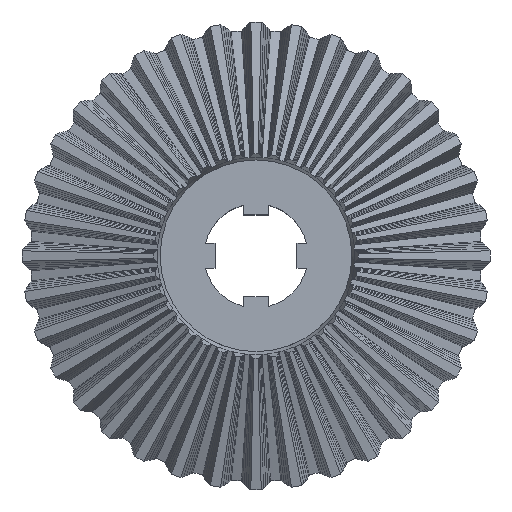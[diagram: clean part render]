
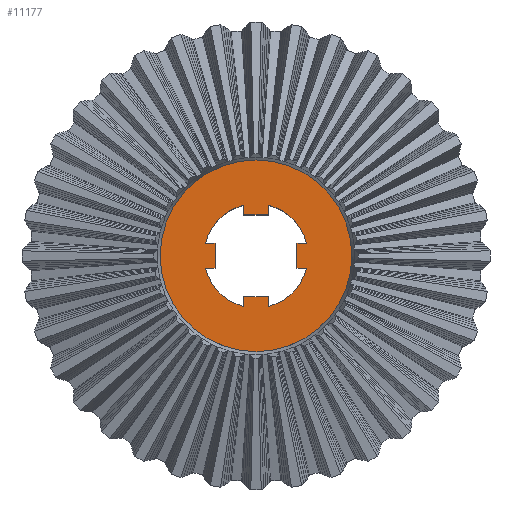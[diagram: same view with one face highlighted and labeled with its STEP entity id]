
A CAD part, top view. The second image highlights one B-rep face of the part: STEP entity #11177.
In plain terms, the highlighted planar face has unit normal (0, 0, 1).
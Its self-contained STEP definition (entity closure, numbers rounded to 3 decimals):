
#101 = LINE ( 'NONE', #12100, #12572 ) ;
#224 = VECTOR ( 'NONE', #17069, 1000. ) ;
#245 = VECTOR ( 'NONE', #13818, 1000. ) ;
#247 = LINE ( 'NONE', #349, #5360 ) ;
#349 = CARTESIAN_POINT ( 'NONE',  ( -1.45, 0., 17.06 ) ) ;
#361 = AXIS2_PLACEMENT_3D ( 'NONE', #9301, #7910, #13963 ) ;
#625 = VERTEX_POINT ( 'NONE', #12409 ) ;
#971 = EDGE_CURVE ( 'NONE', #8167, #16669, #7555, .T. ) ;
#979 = CARTESIAN_POINT ( 'NONE',  ( 0., -4.8, 17.06 ) ) ;
#1534 = LINE ( 'NONE', #11648, #245 ) ;
#1648 = EDGE_CURVE ( 'NONE', #18713, #10180, #1534, .T. ) ;
#2037 = VERTEX_POINT ( 'NONE', #8819 ) ;
#2147 = ORIENTED_EDGE ( 'NONE', *, *, #5097, .F. ) ;
#2292 = LINE ( 'NONE', #18540, #224 ) ;
#2308 = EDGE_CURVE ( 'NONE', #18713, #12876, #11490, .T. ) ;
#2357 = ORIENTED_EDGE ( 'NONE', *, *, #8311, .T. ) ;
#2401 = ORIENTED_EDGE ( 'NONE', *, *, #19326, .F. ) ;
#2427 = VERTEX_POINT ( 'NONE', #7411 ) ;
#2559 = VERTEX_POINT ( 'NONE', #15638 ) ;
#2578 = ORIENTED_EDGE ( 'NONE', *, *, #15969, .T. ) ;
#2641 = ORIENTED_EDGE ( 'NONE', *, *, #12762, .F. ) ;
#2743 = CIRCLE ( 'NONE', #19208, 6.1 ) ;
#2820 = AXIS2_PLACEMENT_3D ( 'NONE', #6791, #17095, #3607 ) ;
#2836 = ORIENTED_EDGE ( 'NONE', *, *, #14901, .F. ) ;
#2986 = CARTESIAN_POINT ( 'NONE',  ( 1.45, 5.925, 17.06 ) ) ;
#3041 = EDGE_LOOP ( 'NONE', ( #16526, #2578, #17483, #5969, #2836, #7370, #9294, #18589, #12166, #2641, #6481, #2401, #2357, #9653, #7990, #2147 ) ) ;
#3164 = AXIS2_PLACEMENT_3D ( 'NONE', #10075, #8591, #14636 ) ;
#3358 = VERTEX_POINT ( 'NONE', #6471 ) ;
#3607 = DIRECTION ( 'NONE',  ( 1., 0., 0. ) ) ;
#3621 = CARTESIAN_POINT ( 'NONE',  ( 11.228, 0., 17.06 ) ) ;
#4291 = VERTEX_POINT ( 'NONE', #13136 ) ;
#4379 = VECTOR ( 'NONE', #5751, 1000. ) ;
#4786 = CARTESIAN_POINT ( 'NONE',  ( 0., 1.45, 17.06 ) ) ;
#4807 = VERTEX_POINT ( 'NONE', #10442 ) ;
#4993 = CARTESIAN_POINT ( 'NONE',  ( -1.45, -4.8, 17.06 ) ) ;
#5003 = FACE_BOUND ( 'NONE', #3041, .T. ) ;
#5077 = CARTESIAN_POINT ( 'NONE',  ( 0., 0., 17.06 ) ) ;
#5097 = EDGE_CURVE ( 'NONE', #17805, #7445, #18404, .T. ) ;
#5295 = CARTESIAN_POINT ( 'NONE',  ( -4.8, 1.45, 17.06 ) ) ;
#5360 = VECTOR ( 'NONE', #10861, 1000. ) ;
#5373 = DIRECTION ( 'NONE',  ( 1., 0., 0. ) ) ;
#5379 = CIRCLE ( 'NONE', #8844, 6.1 ) ;
#5751 = DIRECTION ( 'NONE',  ( 1., 0., 0. ) ) ;
#5969 = ORIENTED_EDGE ( 'NONE', *, *, #14281, .F. ) ;
#6160 = DIRECTION ( 'NONE',  ( 1., 0., 0. ) ) ;
#6162 = CARTESIAN_POINT ( 'NONE',  ( 0., -1.45, 17.06 ) ) ;
#6236 = VECTOR ( 'NONE', #7721, 1000. ) ;
#6240 = CARTESIAN_POINT ( 'NONE',  ( 0., -1.45, 17.06 ) ) ;
#6242 = DIRECTION ( 'NONE',  ( 1., 0., 0. ) ) ;
#6471 = CARTESIAN_POINT ( 'NONE',  ( -4.8, -1.45, 17.06 ) ) ;
#6481 = ORIENTED_EDGE ( 'NONE', *, *, #7456, .F. ) ;
#6601 = DIRECTION ( 'NONE',  ( 0., -1., 0. ) ) ;
#6791 = CARTESIAN_POINT ( 'NONE',  ( 0., 0., 17.06 ) ) ;
#6850 = LINE ( 'NONE', #18931, #6900 ) ;
#6898 = CARTESIAN_POINT ( 'NONE',  ( 5.925, 1.45, 17.06 ) ) ;
#6900 = VECTOR ( 'NONE', #17451, 1000. ) ;
#6962 = CIRCLE ( 'NONE', #3164, 6.1 ) ;
#7370 = ORIENTED_EDGE ( 'NONE', *, *, #2308, .F. ) ;
#7411 = CARTESIAN_POINT ( 'NONE',  ( 4.8, 1.45, 17.06 ) ) ;
#7445 = VERTEX_POINT ( 'NONE', #2986 ) ;
#7456 = EDGE_CURVE ( 'NONE', #9750, #9971, #18351, .T. ) ;
#7555 = CIRCLE ( 'NONE', #14834, 11.228 ) ;
#7721 = DIRECTION ( 'NONE',  ( 1., 0., 0. ) ) ;
#7910 = DIRECTION ( 'NONE',  ( 0., 0., 1. ) ) ;
#7990 = ORIENTED_EDGE ( 'NONE', *, *, #9244, .F. ) ;
#8086 = EDGE_LOOP ( 'NONE', ( #9058, #17725 ) ) ;
#8167 = VERTEX_POINT ( 'NONE', #19381 ) ;
#8173 = LINE ( 'NONE', #9569, #11309 ) ;
#8311 = EDGE_CURVE ( 'NONE', #4807, #625, #247, .T. ) ;
#8479 = EDGE_CURVE ( 'NONE', #16669, #8167, #14527, .T. ) ;
#8591 = DIRECTION ( 'NONE',  ( 0., 0., 1. ) ) ;
#8734 = CARTESIAN_POINT ( 'NONE',  ( 0., 1.45, 17.06 ) ) ;
#8819 = CARTESIAN_POINT ( 'NONE',  ( 4.8, -1.45, 17.06 ) ) ;
#8822 = CARTESIAN_POINT ( 'NONE',  ( 1.45, -4.8, 17.06 ) ) ;
#8844 = AXIS2_PLACEMENT_3D ( 'NONE', #10594, #18039, #6242 ) ;
#9009 = LINE ( 'NONE', #6240, #6236 ) ;
#9058 = ORIENTED_EDGE ( 'NONE', *, *, #971, .T. ) ;
#9244 = EDGE_CURVE ( 'NONE', #7445, #10546, #6850, .T. ) ;
#9294 = ORIENTED_EDGE ( 'NONE', *, *, #1648, .T. ) ;
#9301 = CARTESIAN_POINT ( 'NONE',  ( 0., 0., 17.06 ) ) ;
#9323 = DIRECTION ( 'NONE',  ( 1., 0., 0. ) ) ;
#9399 = DIRECTION ( 'NONE',  ( 1., 0., 0. ) ) ;
#9426 = VECTOR ( 'NONE', #13385, 1000. ) ;
#9455 = EDGE_CURVE ( 'NONE', #2037, #4291, #9009, .T. ) ;
#9569 = CARTESIAN_POINT ( 'NONE',  ( 1.45, 0., 17.06 ) ) ;
#9653 = ORIENTED_EDGE ( 'NONE', *, *, #13000, .T. ) ;
#9750 = VERTEX_POINT ( 'NONE', #16227 ) ;
#9971 = VERTEX_POINT ( 'NONE', #5295 ) ;
#10075 = CARTESIAN_POINT ( 'NONE',  ( 0., 0., 17.06 ) ) ;
#10180 = VERTEX_POINT ( 'NONE', #13990 ) ;
#10234 = LINE ( 'NONE', #8734, #16447 ) ;
#10442 = CARTESIAN_POINT ( 'NONE',  ( -1.45, 5.925, 17.06 ) ) ;
#10502 = CARTESIAN_POINT ( 'NONE',  ( 1.45, 4.8, 17.06 ) ) ;
#10546 = VERTEX_POINT ( 'NONE', #10502 ) ;
#10594 = CARTESIAN_POINT ( 'NONE',  ( 0., 0., 17.06 ) ) ;
#10861 = DIRECTION ( 'NONE',  ( 0., -1., 0. ) ) ;
#11177 = ADVANCED_FACE ( 'NONE', ( #5003, #17278 ), #18468, .T. ) ;
#11309 = VECTOR ( 'NONE', #6601, 1000. ) ;
#11346 = VECTOR ( 'NONE', #11880, 1000. ) ;
#11414 = EDGE_CURVE ( 'NONE', #2427, #17805, #10234, .T. ) ;
#11490 = LINE ( 'NONE', #979, #4379 ) ;
#11648 = CARTESIAN_POINT ( 'NONE',  ( -1.45, 0., 17.06 ) ) ;
#11880 = DIRECTION ( 'NONE',  ( 0., -1., 0. ) ) ;
#12100 = CARTESIAN_POINT ( 'NONE',  ( 0., 4.8, 17.06 ) ) ;
#12166 = ORIENTED_EDGE ( 'NONE', *, *, #15542, .T. ) ;
#12181 = LINE ( 'NONE', #13566, #11346 ) ;
#12409 = CARTESIAN_POINT ( 'NONE',  ( -1.45, 4.8, 17.06 ) ) ;
#12572 = VECTOR ( 'NONE', #6160, 1000. ) ;
#12762 = EDGE_CURVE ( 'NONE', #9971, #3358, #2292, .T. ) ;
#12876 = VERTEX_POINT ( 'NONE', #8822 ) ;
#13000 = EDGE_CURVE ( 'NONE', #625, #10546, #101, .T. ) ;
#13136 = CARTESIAN_POINT ( 'NONE',  ( 5.925, -1.45, 17.06 ) ) ;
#13360 = VERTEX_POINT ( 'NONE', #15144 ) ;
#13385 = DIRECTION ( 'NONE',  ( 1., 0., 0. ) ) ;
#13566 = CARTESIAN_POINT ( 'NONE',  ( 4.8, 0., 17.06 ) ) ;
#13687 = LINE ( 'NONE', #6162, #9426 ) ;
#13818 = DIRECTION ( 'NONE',  ( 0., -1., 0. ) ) ;
#13963 = DIRECTION ( 'NONE',  ( 1., 0., 0. ) ) ;
#13990 = CARTESIAN_POINT ( 'NONE',  ( -1.45, -5.925, 17.06 ) ) ;
#14164 = CARTESIAN_POINT ( 'NONE',  ( 0., 0., 17.06 ) ) ;
#14281 = EDGE_CURVE ( 'NONE', #2559, #4291, #2743, .T. ) ;
#14331 = DIRECTION ( 'NONE',  ( 0., 0., 1. ) ) ;
#14527 = CIRCLE ( 'NONE', #18312, 11.228 ) ;
#14636 = DIRECTION ( 'NONE',  ( 1., 0., 0. ) ) ;
#14834 = AXIS2_PLACEMENT_3D ( 'NONE', #14164, #17141, #9399 ) ;
#14901 = EDGE_CURVE ( 'NONE', #12876, #2559, #8173, .T. ) ;
#15144 = CARTESIAN_POINT ( 'NONE',  ( -5.925, -1.45, 17.06 ) ) ;
#15542 = EDGE_CURVE ( 'NONE', #13360, #3358, #13687, .T. ) ;
#15638 = CARTESIAN_POINT ( 'NONE',  ( 1.45, -5.925, 17.06 ) ) ;
#15753 = VECTOR ( 'NONE', #9323, 1000. ) ;
#15969 = EDGE_CURVE ( 'NONE', #2427, #2037, #12181, .T. ) ;
#16008 = CARTESIAN_POINT ( 'NONE',  ( 0., 0., 17.06 ) ) ;
#16227 = CARTESIAN_POINT ( 'NONE',  ( -5.925, 1.45, 17.06 ) ) ;
#16291 = EDGE_CURVE ( 'NONE', #13360, #10180, #6962, .T. ) ;
#16447 = VECTOR ( 'NONE', #19343, 1000. ) ;
#16526 = ORIENTED_EDGE ( 'NONE', *, *, #11414, .F. ) ;
#16669 = VERTEX_POINT ( 'NONE', #3621 ) ;
#17069 = DIRECTION ( 'NONE',  ( 0., -1., 0. ) ) ;
#17095 = DIRECTION ( 'NONE',  ( 0., 0., 1. ) ) ;
#17141 = DIRECTION ( 'NONE',  ( 0., 0., 1. ) ) ;
#17244 = DIRECTION ( 'NONE',  ( 0., 0., 1. ) ) ;
#17278 = FACE_OUTER_BOUND ( 'NONE', #8086, .T. ) ;
#17451 = DIRECTION ( 'NONE',  ( 0., -1., 0. ) ) ;
#17483 = ORIENTED_EDGE ( 'NONE', *, *, #9455, .T. ) ;
#17725 = ORIENTED_EDGE ( 'NONE', *, *, #8479, .T. ) ;
#17805 = VERTEX_POINT ( 'NONE', #6898 ) ;
#18039 = DIRECTION ( 'NONE',  ( 0., 0., 1. ) ) ;
#18312 = AXIS2_PLACEMENT_3D ( 'NONE', #16008, #14331, #19161 ) ;
#18351 = LINE ( 'NONE', #4786, #15753 ) ;
#18404 = CIRCLE ( 'NONE', #361, 6.1 ) ;
#18468 = PLANE ( 'NONE',  #2820 ) ;
#18540 = CARTESIAN_POINT ( 'NONE',  ( -4.8, 0., 17.06 ) ) ;
#18589 = ORIENTED_EDGE ( 'NONE', *, *, #16291, .F. ) ;
#18713 = VERTEX_POINT ( 'NONE', #4993 ) ;
#18931 = CARTESIAN_POINT ( 'NONE',  ( 1.45, 0., 17.06 ) ) ;
#19161 = DIRECTION ( 'NONE',  ( 1., 0., 0. ) ) ;
#19208 = AXIS2_PLACEMENT_3D ( 'NONE', #5077, #17244, #5373 ) ;
#19326 = EDGE_CURVE ( 'NONE', #4807, #9750, #5379, .T. ) ;
#19343 = DIRECTION ( 'NONE',  ( 1., 0., 0. ) ) ;
#19381 = CARTESIAN_POINT ( 'NONE',  ( -11.228, 0., 17.06 ) ) ;
